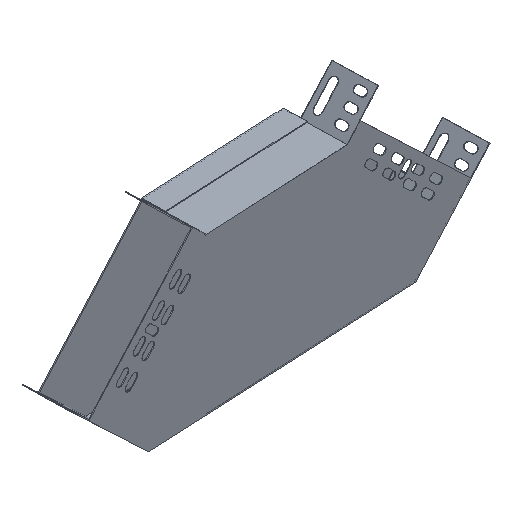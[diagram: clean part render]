
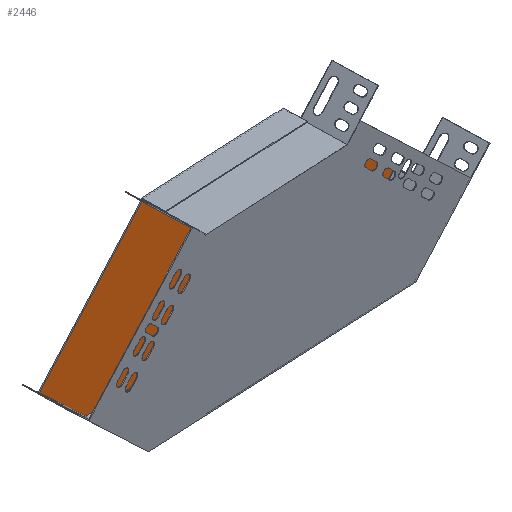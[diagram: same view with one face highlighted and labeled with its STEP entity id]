
A CAD part, isometric view. The second image highlights one B-rep face of the part: STEP entity #2446.
In plain terms, the highlighted planar face has unit normal (0.022, -1, 0.006).
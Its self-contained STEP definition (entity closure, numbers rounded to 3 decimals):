
#29 = VECTOR ( 'NONE', #2600, 1000. ) ;
#49 = CARTESIAN_POINT ( 'NONE',  ( 15.51, 59.45, 83.278 ) ) ;
#78 = EDGE_CURVE ( 'NONE', #117, #4605, #3994, .T. ) ;
#117 = VERTEX_POINT ( 'NONE', #2136 ) ;
#127 = CARTESIAN_POINT ( 'NONE',  ( -27.475, 58.222, 37.373 ) ) ;
#212 = DIRECTION ( 'NONE',  ( 0.726, 0.011, -0.688 ) ) ;
#268 = EDGE_CURVE ( 'NONE', #3195, #3971, #689, .T. ) ;
#284 = CARTESIAN_POINT ( 'NONE',  ( -94.098, 57.726, 187.124 ) ) ;
#382 = VECTOR ( 'NONE', #212, 1000. ) ;
#523 = PLANE ( 'NONE',  #3299 ) ;
#548 = VECTOR ( 'NONE', #6131, 1000. ) ;
#689 = LINE ( 'NONE', #127, #548 ) ;
#710 = EDGE_CURVE ( 'NONE', #4436, #5622, #4133, .T. ) ;
#749 = ORIENTED_EDGE ( 'NONE', *, *, #3567, .T. ) ;
#758 = ORIENTED_EDGE ( 'NONE', *, *, #2973, .F. ) ;
#782 = CARTESIAN_POINT ( 'NONE',  ( -235.151, 54.629, 183.31 ) ) ;
#820 = LINE ( 'NONE', #4245, #1963 ) ;
#888 = CARTESIAN_POINT ( 'NONE',  ( 15.524, 59.448, 82.778 ) ) ;
#907 = VECTOR ( 'NONE', #1387, 1000. ) ;
#911 = EDGE_CURVE ( 'NONE', #1185, #3195, #820, .T. ) ;
#953 = CARTESIAN_POINT ( 'NONE',  ( -235.164, 54.632, 183.81 ) ) ;
#1016 = DIRECTION ( 'NONE',  ( 0.027, -0.006, -1. ) ) ;
#1121 = LINE ( 'NONE', #1937, #1259 ) ;
#1123 = DIRECTION ( 'NONE',  ( -0.999, -0.022, -0.027 ) ) ;
#1185 = VERTEX_POINT ( 'NONE', #1415 ) ;
#1250 = CARTESIAN_POINT ( 'NONE',  ( -338.946, 51.666, 73.193 ) ) ;
#1259 = VECTOR ( 'NONE', #5415, 1000. ) ;
#1289 = VERTEX_POINT ( 'NONE', #782 ) ;
#1345 = EDGE_CURVE ( 'NONE', #5622, #117, #1663, .T. ) ;
#1387 = DIRECTION ( 'NONE',  ( -0.687, -0.02, -0.726 ) ) ;
#1415 = CARTESIAN_POINT ( 'NONE',  ( -338.946, 51.666, 73.193 ) ) ;
#1455 = ORIENTED_EDGE ( 'NONE', *, *, #1345, .F. ) ;
#1663 = LINE ( 'NONE', #284, #382 ) ;
#1803 = CARTESIAN_POINT ( 'NONE',  ( -235.164, 54.632, 183.81 ) ) ;
#1876 = CARTESIAN_POINT ( 'NONE',  ( -94.111, 57.729, 187.624 ) ) ;
#1896 = VECTOR ( 'NONE', #1123, 1000. ) ;
#1937 = CARTESIAN_POINT ( 'NONE',  ( -235.151, 54.629, 183.31 ) ) ;
#1957 = DIRECTION ( 'NONE',  ( 0.022, -1., 0.006 ) ) ;
#1963 = VECTOR ( 'NONE', #3980, 1000. ) ;
#2098 = FACE_OUTER_BOUND ( 'NONE', #4368, .T. ) ;
#2136 = CARTESIAN_POINT ( 'NONE',  ( 15.51, 59.45, 83.278 ) ) ;
#2426 = EDGE_CURVE ( 'NONE', #3176, #1289, #1121, .T. ) ;
#2438 = CARTESIAN_POINT ( 'NONE',  ( -293.545, 52.381, 30.178 ) ) ;
#2446 = ADVANCED_FACE ( 'NONE', ( #2098 ), #523, .T. ) ;
#2555 = CARTESIAN_POINT ( 'NONE',  ( 15.51, 59.45, 83.278 ) ) ;
#2600 = DIRECTION ( 'NONE',  ( 0.027, -0.006, -1. ) ) ;
#2859 = EDGE_CURVE ( 'NONE', #6327, #1289, #5771, .T. ) ;
#2861 = CARTESIAN_POINT ( 'NONE',  ( -27.475, 58.222, 37.373 ) ) ;
#2973 = EDGE_CURVE ( 'NONE', #1185, #3176, #4306, .T. ) ;
#3111 = CARTESIAN_POINT ( 'NONE',  ( 15.524, 59.448, 82.778 ) ) ;
#3176 = VERTEX_POINT ( 'NONE', #3985 ) ;
#3195 = VERTEX_POINT ( 'NONE', #2438 ) ;
#3299 = AXIS2_PLACEMENT_3D ( 'NONE', #49, #1957, #1016 ) ;
#3431 = VECTOR ( 'NONE', #4458, 1000. ) ;
#3559 = ORIENTED_EDGE ( 'NONE', *, *, #268, .T. ) ;
#3567 = EDGE_CURVE ( 'NONE', #4436, #6327, #5663, .T. ) ;
#3904 = ORIENTED_EDGE ( 'NONE', *, *, #2859, .T. ) ;
#3932 = CARTESIAN_POINT ( 'NONE',  ( -94.098, 57.726, 187.124 ) ) ;
#3971 = VERTEX_POINT ( 'NONE', #2861 ) ;
#3980 = DIRECTION ( 'NONE',  ( 0.726, 0.011, -0.688 ) ) ;
#3985 = CARTESIAN_POINT ( 'NONE',  ( -338.96, 51.669, 73.693 ) ) ;
#3994 = LINE ( 'NONE', #2555, #29 ) ;
#4083 = EDGE_CURVE ( 'NONE', #4605, #3971, #4727, .T. ) ;
#4133 = LINE ( 'NONE', #5546, #4270 ) ;
#4134 = CARTESIAN_POINT ( 'NONE',  ( -235.164, 54.632, 183.81 ) ) ;
#4245 = CARTESIAN_POINT ( 'NONE',  ( -338.946, 51.666, 73.193 ) ) ;
#4270 = VECTOR ( 'NONE', #5430, 1000. ) ;
#4306 = LINE ( 'NONE', #1250, #5560 ) ;
#4368 = EDGE_LOOP ( 'NONE', ( #5437, #758, #6319, #3559, #4584, #5616, #1455, #4682, #749, #3904 ) ) ;
#4436 = VERTEX_POINT ( 'NONE', #1876 ) ;
#4458 = DIRECTION ( 'NONE',  ( 0.027, -0.006, -1. ) ) ;
#4584 = ORIENTED_EDGE ( 'NONE', *, *, #4083, .F. ) ;
#4605 = VERTEX_POINT ( 'NONE', #3111 ) ;
#4682 = ORIENTED_EDGE ( 'NONE', *, *, #710, .F. ) ;
#4727 = LINE ( 'NONE', #888, #907 ) ;
#5415 = DIRECTION ( 'NONE',  ( 0.687, 0.02, 0.726 ) ) ;
#5430 = DIRECTION ( 'NONE',  ( 0.027, -0.006, -1. ) ) ;
#5437 = ORIENTED_EDGE ( 'NONE', *, *, #2426, .F. ) ;
#5546 = CARTESIAN_POINT ( 'NONE',  ( -94.111, 57.729, 187.624 ) ) ;
#5560 = VECTOR ( 'NONE', #6162, 1000. ) ;
#5616 = ORIENTED_EDGE ( 'NONE', *, *, #78, .F. ) ;
#5622 = VERTEX_POINT ( 'NONE', #3932 ) ;
#5663 = LINE ( 'NONE', #4134, #1896 ) ;
#5771 = LINE ( 'NONE', #953, #3431 ) ;
#6131 = DIRECTION ( 'NONE',  ( 0.999, 0.022, 0.027 ) ) ;
#6162 = DIRECTION ( 'NONE',  ( -0.027, 0.006, 1. ) ) ;
#6319 = ORIENTED_EDGE ( 'NONE', *, *, #911, .T. ) ;
#6327 = VERTEX_POINT ( 'NONE', #1803 ) ;
